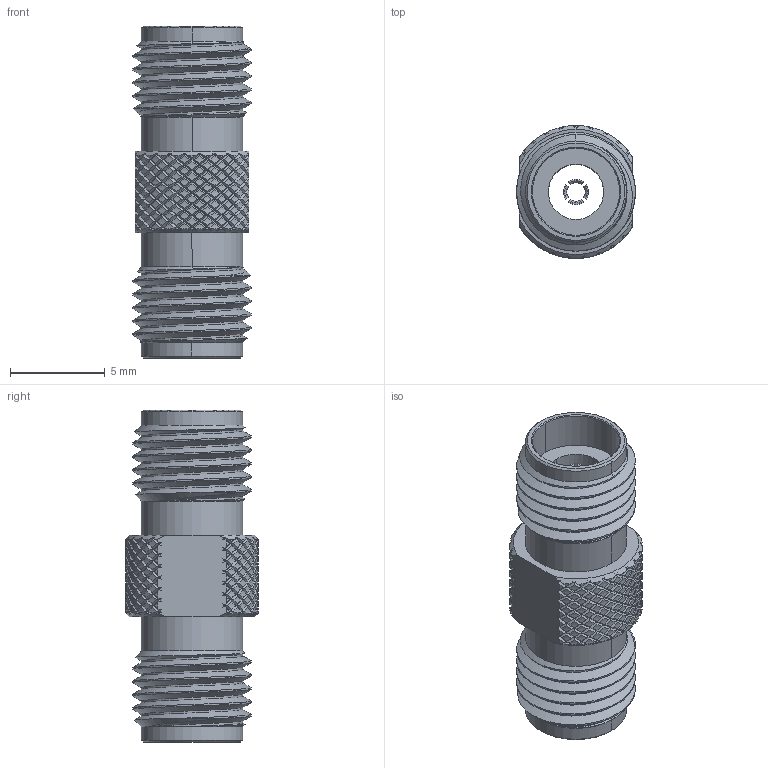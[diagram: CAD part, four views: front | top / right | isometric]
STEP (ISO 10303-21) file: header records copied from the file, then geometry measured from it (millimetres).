
FILE_DESCRIPTION (( 'STEP AP214' ), '1' );
FILE_NAME ('30K-500-D3.STEP', '2024-08-17T16:18:11', ( '' ), ( '' ), 'SwSTEP 2.0', 'SolidWorks 2024', '' );
FILE_SCHEMA (( 'AUTOMOTIVE_DESIGN' ));
Products named in the file (1): 30K-500-D3
Bounding box: 6.25 x 7 x 17.5 mm (x, y, z)
Surface area: 663.8 mm2 (no closed solid volume)
Topology: 0 solids, 10 shells, 1539 faces, 3293 edges, 1755 vertices
Faces by surface type: bspline 1182, cylinder 309, cone 32, plane 16
Entity records: 68729 total; most frequent: CARTESIAN_POINT 49305, ORIENTED_EDGE 6486, EDGE_CURVE 3293, VERTEX_POINT 1755, EDGE_LOOP 1545, ADVANCED_FACE 1539, FACE_OUTER_BOUND 1539, DIRECTION 1063
